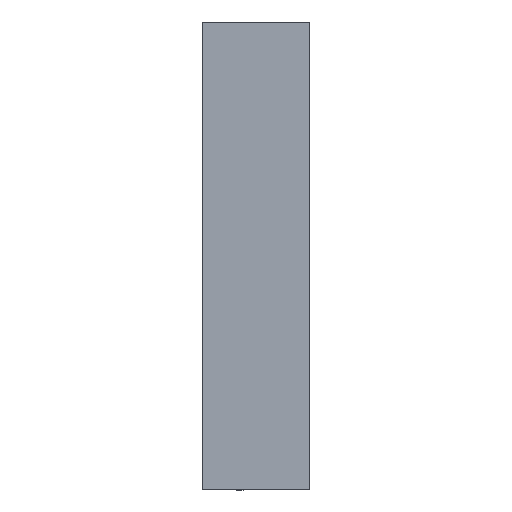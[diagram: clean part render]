
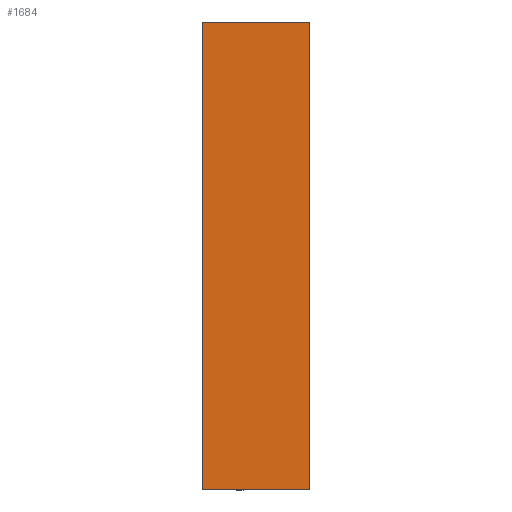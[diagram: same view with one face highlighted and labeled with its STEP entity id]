
A CAD part, front view. The second image highlights one B-rep face of the part: STEP entity #1684.
In plain terms, the highlighted planar face has unit normal (0, -1, 0).
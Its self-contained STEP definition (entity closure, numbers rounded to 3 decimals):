
#253=FACE_OUTER_BOUND('',#339,.T.);
#339=EDGE_LOOP('',(#1560,#1561,#1562,#1563));
#344=LINE('',#2428,#494);
#347=LINE('',#2433,#497);
#488=LINE('',#2917,#638);
#489=LINE('',#2920,#639);
#494=VECTOR('',#1897,10.);
#497=VECTOR('',#1902,10.);
#638=VECTOR('',#2407,10.);
#639=VECTOR('',#2412,10.);
#644=VERTEX_POINT('',#2426);
#645=VERTEX_POINT('',#2427);
#646=VERTEX_POINT('',#2432);
#807=VERTEX_POINT('',#2916);
#812=EDGE_CURVE('',#644,#645,#344,.T.);
#815=EDGE_CURVE('',#645,#646,#347,.T.);
#1057=EDGE_CURVE('',#646,#807,#488,.T.);
#1059=EDGE_CURVE('',#807,#644,#489,.T.);
#1560=ORIENTED_EDGE('',*,*,#1057,.T.);
#1561=ORIENTED_EDGE('',*,*,#1059,.T.);
#1562=ORIENTED_EDGE('',*,*,#812,.T.);
#1563=ORIENTED_EDGE('',*,*,#815,.T.);
#1598=PLANE('',#1886);
#1684=ADVANCED_FACE('',(#253),#1598,.T.);
#1886=AXIS2_PLACEMENT_3D('',#2921,#2413,#2414);
#1897=DIRECTION('',(0.,0.,1.));
#1902=DIRECTION('',(-1.,0.,0.));
#2407=DIRECTION('',(0.,0.,-1.));
#2412=DIRECTION('',(1.,0.,0.));
#2413=DIRECTION('center_axis',(0.,-1.,
0.));
#2414=DIRECTION('ref_axis',(0.,0.,
1.));
#2426=CARTESIAN_POINT('',(97.13,-127.005,-35.752));
#2427=CARTESIAN_POINT('',(97.13,-127.005,-29.752));
#2428=CARTESIAN_POINT('',(97.13,-127.005,-31.252));
#2432=CARTESIAN_POINT('',(95.753,-127.005,-29.752));
#2433=CARTESIAN_POINT('',(33.204,-126.996,-29.752));
#2916=CARTESIAN_POINT('',(95.753,-127.005,-35.752));
#2917=CARTESIAN_POINT('',(95.753,-127.005,-29.752));
#2920=CARTESIAN_POINT('',(33.204,-126.996,-35.752));
#2921=CARTESIAN_POINT('Origin',(96.438,-127.005,-32.752));
